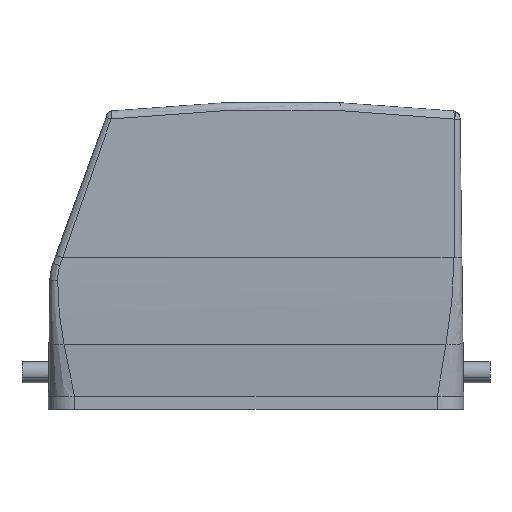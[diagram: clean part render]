
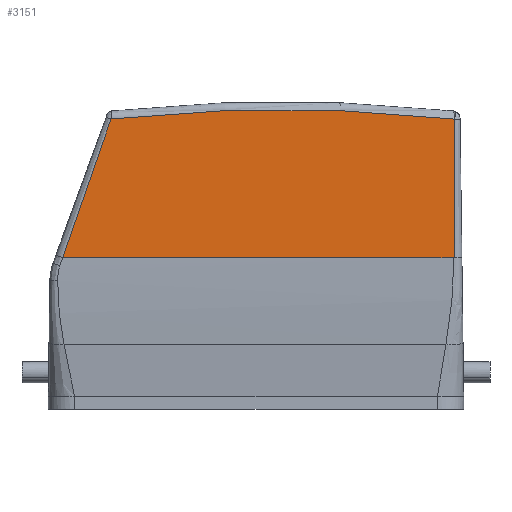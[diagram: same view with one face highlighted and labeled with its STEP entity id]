
A CAD part, left-side view. The second image highlights one B-rep face of the part: STEP entity #3151.
In plain terms, the highlighted planar face has unit normal (-1, 0, 0).
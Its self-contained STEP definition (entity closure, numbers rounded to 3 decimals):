
#3108=AXIS2_PLACEMENT_3D('Circle Axis2P3D',#3106,#3107,$) ;
#3123=AXIS2_PLACEMENT_3D('Plane Axis2P3D',#3120,#3121,#3122) ;
#2417=CARTESIAN_POINT('Vertex',(0.,6.689,55.191)) ;
#2586=CARTESIAN_POINT('Vertex',(0.,6.844,28.847)) ;
#2590=CARTESIAN_POINT('Control Point',(0.,6.689,55.191)) ;
#2591=CARTESIAN_POINT('Control Point',(0.,6.689,55.135)) ;
#2592=CARTESIAN_POINT('Control Point',(0.,6.688,55.079)) ;
#2593=CARTESIAN_POINT('Control Point',(0.,6.688,55.023)) ;
#2594=CARTESIAN_POINT('Control Point',(0.,6.662,50.17)) ;
#2595=CARTESIAN_POINT('Control Point',(0.,6.656,45.326)) ;
#2596=CARTESIAN_POINT('Control Point',(0.,6.701,40.528)) ;
#2597=CARTESIAN_POINT('Control Point',(0.,6.733,35.315)) ;
#2598=CARTESIAN_POINT('Control Point',(0.,6.821,30.099)) ;
#2599=CARTESIAN_POINT('Control Point',(0.,6.828,29.689)) ;
#2600=CARTESIAN_POINT('Control Point',(0.,6.836,29.272)) ;
#2601=CARTESIAN_POINT('Control Point',(0.,6.844,28.847)) ;
#2952=CARTESIAN_POINT('Line Origine',(0.,43.873,28.847)) ;
#2956=CARTESIAN_POINT('Vertex',(0.,81.259,28.847)) ;
#3103=CARTESIAN_POINT('Vertex',(0.,72.065,55.218)) ;
#3106=CARTESIAN_POINT('Axis2P3D Location',(0.,39.5,-241.5)) ;
#3120=CARTESIAN_POINT('Axis2P3D Location',(0.,3.596,-25.715)) ;
#3126=CARTESIAN_POINT('Control Point',(0.,72.065,55.218)) ;
#3127=CARTESIAN_POINT('Control Point',(0.,72.087,55.155)) ;
#3128=CARTESIAN_POINT('Control Point',(0.,72.11,55.091)) ;
#3129=CARTESIAN_POINT('Control Point',(0.,72.133,55.027)) ;
#3130=CARTESIAN_POINT('Control Point',(0.,72.2,54.841)) ;
#3131=CARTESIAN_POINT('Control Point',(0.,72.267,54.654)) ;
#3132=CARTESIAN_POINT('Control Point',(0.,72.359,54.399)) ;
#3133=CARTESIAN_POINT('Control Point',(0.,73.873,50.173)) ;
#3134=CARTESIAN_POINT('Control Point',(0.,75.373,45.941)) ;
#3135=CARTESIAN_POINT('Control Point',(0.,76.796,41.849)) ;
#3136=CARTESIAN_POINT('Control Point',(0.,78.498,36.93)) ;
#3137=CARTESIAN_POINT('Control Point',(0.,80.184,32.004)) ;
#3138=CARTESIAN_POINT('Control Point',(0.,80.456,31.206)) ;
#3139=CARTESIAN_POINT('Control Point',(0.,80.78,30.256)) ;
#3140=CARTESIAN_POINT('Control Point',(0.,81.104,29.304)) ;
#3141=CARTESIAN_POINT('Control Point',(0.,81.156,29.152)) ;
#3142=CARTESIAN_POINT('Control Point',(0.,81.207,29.)) ;
#3143=CARTESIAN_POINT('Control Point',(0.,81.259,28.847)) ;
#2953=DIRECTION('Vector Direction',(0.,-1.,0.)) ;
#3107=DIRECTION('Axis2P3D Direction',(-1.,0.,0.)) ;
#3121=DIRECTION('Axis2P3D Direction',(-1.,0.,0.)) ;
#3122=DIRECTION('Axis2P3D XDirection',(0.,-0.17,0.985)) ;
#2954=VECTOR('Line Direction',#2953,1.) ;
#3146=ORIENTED_EDGE('',*,*,#3110,.T.) ;
#3147=ORIENTED_EDGE('',*,*,#3144,.F.) ;
#3148=ORIENTED_EDGE('',*,*,#2958,.T.) ;
#3149=ORIENTED_EDGE('',*,*,#2602,.T.) ;
#3151=ADVANCED_FACE('Hauptk\X2\00F6\X0\rper',(#3150),#3124,.T.) ;
#2589=B_SPLINE_CURVE_WITH_KNOTS('',5,(#2590,#2591,#2592,#2593,#2594,#2595,#2596,#2597,#2598,#2599,#2600,#2601),.UNSPECIFIED.,.F.,.U.,(6,3,3,6),(3.972,4.457,45.909,49.65),.UNSPECIFIED.) ;
#3125=B_SPLINE_CURVE_WITH_KNOTS('',5,(#3126,#3127,#3128,#3129,#3130,#3131,#3132,#3133,#3134,#3135,#3136,#3137,#3138,#3139,#3140,#3141,#3142,#3143),.UNSPECIFIED.,.F.,.U.,(6,3,3,3,3,6),(87.603,88.196,89.32,127.089,134.39,135.783),.UNSPECIFIED.) ;
#3109=CIRCLE('generated circle',#3108,298.5) ;
#2602=EDGE_CURVE('',#2587,#2418,#2589,.F.) ;
#2958=EDGE_CURVE('',#2957,#2587,#2955,.T.) ;
#3110=EDGE_CURVE('',#2418,#3104,#3109,.T.) ;
#3144=EDGE_CURVE('',#2957,#3104,#3125,.F.) ;
#3145=EDGE_LOOP('',(#3146,#3147,#3148,#3149)) ;
#3150=FACE_OUTER_BOUND('',#3145,.T.) ;
#2955=LINE('Line',#2952,#2954) ;
#3124=PLANE('',#3123) ;
#2418=VERTEX_POINT('',#2417) ;
#2587=VERTEX_POINT('',#2586) ;
#2957=VERTEX_POINT('',#2956) ;
#3104=VERTEX_POINT('',#3103) ;
